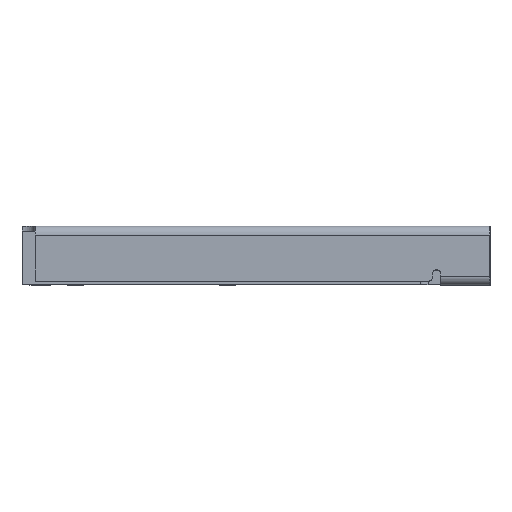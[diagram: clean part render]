
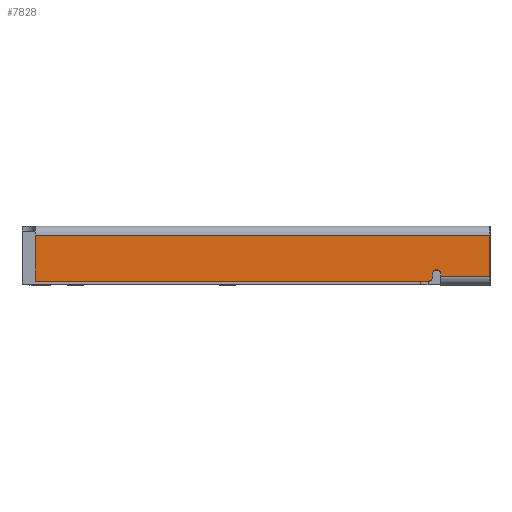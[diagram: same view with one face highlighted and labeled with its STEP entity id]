
A CAD part, left-side view. The second image highlights one B-rep face of the part: STEP entity #7828.
In plain terms, the highlighted planar face has unit normal (-1, 0, 0).
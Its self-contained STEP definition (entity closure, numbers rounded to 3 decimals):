
#379=CIRCLE('',#8424,0.1);
#380=CIRCLE('',#8425,0.1);
#645=FACE_OUTER_BOUND('',#1058,.T.);
#1058=EDGE_LOOP('',(#6105,#6106,#6107,#6108,#6109,#6110,#6111,#6112,#6113));
#1808=LINE('',#12356,#2694);
#1809=LINE('',#12360,#2695);
#1813=LINE('',#12374,#2699);
#1824=LINE('',#12412,#2710);
#1831=LINE('',#12434,#2717);
#1832=LINE('',#12437,#2718);
#1833=LINE('',#12441,#2719);
#2694=VECTOR('',#9892,1.12);
#2695=VECTOR('',#9897,11.08);
#2699=VECTOR('',#9909,1.);
#2710=VECTOR('',#9942,0.06);
#2717=VECTOR('',#9965,1.2);
#2718=VECTOR('',#9968,9.58);
#2719=VECTOR('',#9971,0.08);
#3586=VERTEX_POINT('',#12353);
#3587=VERTEX_POINT('',#12355);
#3588=VERTEX_POINT('',#12359);
#3594=VERTEX_POINT('',#12373);
#3609=VERTEX_POINT('',#12409);
#3610=VERTEX_POINT('',#12411);
#3618=VERTEX_POINT('',#12436);
#3619=VERTEX_POINT('',#12438);
#3620=VERTEX_POINT('',#12440);
#4525=EDGE_CURVE('',#3586,#3587,#1808,.T.);
#4527=EDGE_CURVE('',#3587,#3588,#1809,.T.);
#4534=EDGE_CURVE('',#3594,#3588,#1813,.T.);
#4553=EDGE_CURVE('',#3609,#3610,#1824,.T.);
#4565=EDGE_CURVE('',#3594,#3609,#1831,.T.);
#4566=EDGE_CURVE('',#3618,#3586,#1832,.T.);
#4567=EDGE_CURVE('',#3618,#3619,#379,.T.);
#4568=EDGE_CURVE('',#3620,#3619,#1833,.T.);
#4569=EDGE_CURVE('',#3620,#3610,#380,.T.);
#6105=ORIENTED_EDGE('',*,*,#4525,.F.);
#6106=ORIENTED_EDGE('',*,*,#4566,.F.);
#6107=ORIENTED_EDGE('',*,*,#4567,.T.);
#6108=ORIENTED_EDGE('',*,*,#4568,.F.);
#6109=ORIENTED_EDGE('',*,*,#4569,.T.);
#6110=ORIENTED_EDGE('',*,*,#4553,.F.);
#6111=ORIENTED_EDGE('',*,*,#4565,.F.);
#6112=ORIENTED_EDGE('',*,*,#4534,.T.);
#6113=ORIENTED_EDGE('',*,*,#4527,.F.);
#7512=PLANE('',#8423);
#7828=ADVANCED_FACE('',(#645),#7512,.T.);
#8423=AXIS2_PLACEMENT_3D('',#12435,#9966,#9967);
#8424=AXIS2_PLACEMENT_3D('',#12439,#9969,#9970);
#8425=AXIS2_PLACEMENT_3D('',#12442,#9972,#9973);
#9892=DIRECTION('',(0.,0.,1.));
#9897=DIRECTION('',(0.,-1.,0.));
#9909=DIRECTION('',(0.,0.,1.));
#9942=DIRECTION('',(0.,0.,1.));
#9965=DIRECTION('',(0.,1.,0.));
#9966=DIRECTION('center_axis',(-1.,0.,0.));
#9967=DIRECTION('ref_axis',(0.,1.,0.));
#9968=DIRECTION('',(0.,1.,0.));
#9969=DIRECTION('center_axis',(-1.,0.,0.));
#9970=DIRECTION('ref_axis',(0.,0.,-1.));
#9971=DIRECTION('',(0.,0.,-1.));
#9972=DIRECTION('center_axis',(1.,0.,0.));
#9973=DIRECTION('ref_axis',(0.,1.,0.));
#12353=CARTESIAN_POINT('',(-6.03,10.84,0.11));
#12355=CARTESIAN_POINT('',(-6.03,10.84,1.23));
#12356=CARTESIAN_POINT('',(-6.03,10.84,0.11));
#12359=CARTESIAN_POINT('',(-6.03,-0.24,1.23));
#12360=CARTESIAN_POINT('',(-6.03,10.84,1.23));
#12373=CARTESIAN_POINT('',(-6.03,-0.24,0.23));
#12374=CARTESIAN_POINT('',(-6.03,-0.24,0.23));
#12409=CARTESIAN_POINT('',(-6.03,0.96,0.23));
#12411=CARTESIAN_POINT('',(-6.03,0.96,0.29));
#12412=CARTESIAN_POINT('',(-6.03,0.96,0.23));
#12434=CARTESIAN_POINT('',(-6.03,-0.24,0.23));
#12435=CARTESIAN_POINT('Origin',(-6.03,-2.59,1.381));
#12436=CARTESIAN_POINT('',(-6.03,1.26,0.11));
#12437=CARTESIAN_POINT('',(-6.03,1.26,0.11));
#12438=CARTESIAN_POINT('',(-6.03,1.16,0.21));
#12439=CARTESIAN_POINT('Origin',(-6.03,1.26,0.21));
#12440=CARTESIAN_POINT('',(-6.03,1.16,0.29));
#12441=CARTESIAN_POINT('',(-6.03,1.16,0.29));
#12442=CARTESIAN_POINT('Origin',(-6.03,1.06,0.29));
